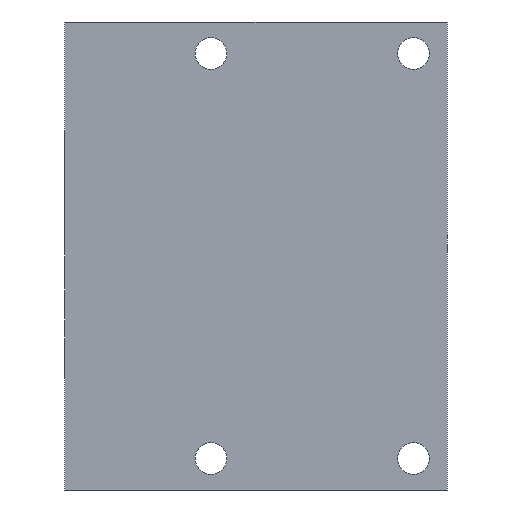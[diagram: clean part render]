
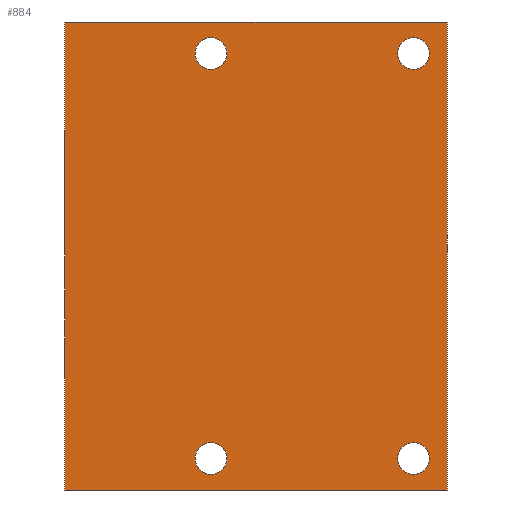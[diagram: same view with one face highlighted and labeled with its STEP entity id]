
A CAD part, front view. The second image highlights one B-rep face of the part: STEP entity #884.
In plain terms, the highlighted planar face has unit normal (0, -1, 0).
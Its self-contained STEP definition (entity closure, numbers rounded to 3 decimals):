
#44=DIRECTION('',(0.,0.,-1.));
#45=VECTOR('',#44,104.);
#46=CARTESIAN_POINT('',(0.,0.,52.));
#47=LINE('',#46,#45);
#331=DIRECTION('',(-1.,0.,0.));
#332=VECTOR('',#331,85.);
#333=CARTESIAN_POINT('',(85.,0.,-52.));
#334=LINE('',#333,#332);
#338=DIRECTION('',(0.,0.,-1.));
#339=VECTOR('',#338,104.);
#340=CARTESIAN_POINT('',(85.,0.,52.));
#341=LINE('',#340,#339);
#345=CARTESIAN_POINT('',(32.5,0.,45.));
#346=DIRECTION('',(0.,-1.,0.));
#347=DIRECTION('',(-1.,0.,0.));
#348=AXIS2_PLACEMENT_3D('',#345,#346,#347);
#353=CARTESIAN_POINT('',(32.5,0.,45.));
#354=DIRECTION('',(0.,-1.,0.));
#355=DIRECTION('',(1.,0.,0.));
#356=AXIS2_PLACEMENT_3D('',#353,#354,#355);
#361=CARTESIAN_POINT('',(32.5,0.,-45.));
#362=DIRECTION('',(0.,-1.,0.));
#363=DIRECTION('',(-1.,0.,0.));
#364=AXIS2_PLACEMENT_3D('',#361,#362,#363);
#369=CARTESIAN_POINT('',(32.5,0.,-45.));
#370=DIRECTION('',(0.,-1.,0.));
#371=DIRECTION('',(1.,0.,0.));
#372=AXIS2_PLACEMENT_3D('',#369,#370,#371);
#377=CARTESIAN_POINT('',(77.5,0.,45.));
#378=DIRECTION('',(0.,-1.,0.));
#379=DIRECTION('',(-1.,0.,0.));
#380=AXIS2_PLACEMENT_3D('',#377,#378,#379);
#385=CARTESIAN_POINT('',(77.5,0.,45.));
#386=DIRECTION('',(0.,-1.,0.));
#387=DIRECTION('',(1.,0.,0.));
#388=AXIS2_PLACEMENT_3D('',#385,#386,#387);
#393=CARTESIAN_POINT('',(77.5,0.,-45.));
#394=DIRECTION('',(0.,-1.,0.));
#395=DIRECTION('',(-1.,0.,0.));
#396=AXIS2_PLACEMENT_3D('',#393,#394,#395);
#401=CARTESIAN_POINT('',(77.5,0.,-45.));
#402=DIRECTION('',(0.,-1.,0.));
#403=DIRECTION('',(1.,0.,0.));
#404=AXIS2_PLACEMENT_3D('',#401,#402,#403);
#444=DIRECTION('',(-1.,0.,0.));
#445=VECTOR('',#444,85.);
#446=CARTESIAN_POINT('',(85.,0.,52.));
#447=LINE('',#446,#445);
#577=CARTESIAN_POINT('',(0.,0.,-52.));
#579=VERTEX_POINT('',#577);
#581=CARTESIAN_POINT('',(85.,0.,-52.));
#582=VERTEX_POINT('',#581);
#591=CARTESIAN_POINT('',(0.,0.,52.));
#592=VERTEX_POINT('',#591);
#655=CARTESIAN_POINT('',(85.,0.,52.));
#656=VERTEX_POINT('',#655);
#657=CARTESIAN_POINT('',(29.,0.,45.));
#658=CARTESIAN_POINT('',(36.,0.,45.));
#659=VERTEX_POINT('',#657);
#660=VERTEX_POINT('',#658);
#661=CARTESIAN_POINT('',(29.,0.,-45.));
#662=CARTESIAN_POINT('',(36.,0.,-45.));
#663=VERTEX_POINT('',#661);
#664=VERTEX_POINT('',#662);
#665=CARTESIAN_POINT('',(74.,0.,45.));
#666=CARTESIAN_POINT('',(81.,0.,45.));
#667=VERTEX_POINT('',#665);
#668=VERTEX_POINT('',#666);
#669=CARTESIAN_POINT('',(74.,0.,-45.));
#670=CARTESIAN_POINT('',(81.,0.,-45.));
#671=VERTEX_POINT('',#669);
#672=VERTEX_POINT('',#670);
#848=CARTESIAN_POINT('',(0.,0.,-52.));
#849=DIRECTION('',(0.,-1.,0.));
#850=DIRECTION('',(1.,0.,0.));
#851=AXIS2_PLACEMENT_3D('',#848,#849,#850);
#852=PLANE('',#851);
#853=ORIENTED_EDGE('',*,*,#680,.T.);
#854=ORIENTED_EDGE('',*,*,#703,.F.);
#856=ORIENTED_EDGE('',*,*,#855,.F.);
#857=ORIENTED_EDGE('',*,*,#840,.T.);
#858=EDGE_LOOP('',(#853,#854,#856,#857));
#859=FACE_OUTER_BOUND('',#858,.F.);
#861=ORIENTED_EDGE('',*,*,#860,.T.);
#863=ORIENTED_EDGE('',*,*,#862,.T.);
#864=EDGE_LOOP('',(#861,#863));
#865=FACE_BOUND('',#864,.F.);
#867=ORIENTED_EDGE('',*,*,#866,.T.);
#869=ORIENTED_EDGE('',*,*,#868,.T.);
#870=EDGE_LOOP('',(#867,#869));
#871=FACE_BOUND('',#870,.F.);
#873=ORIENTED_EDGE('',*,*,#872,.T.);
#875=ORIENTED_EDGE('',*,*,#874,.T.);
#876=EDGE_LOOP('',(#873,#875));
#877=FACE_BOUND('',#876,.F.);
#879=ORIENTED_EDGE('',*,*,#878,.T.);
#881=ORIENTED_EDGE('',*,*,#880,.T.);
#882=EDGE_LOOP('',(#879,#881));
#883=FACE_BOUND('',#882,.F.);
#884=ADVANCED_FACE('',(#859,#865,#871,#877,#883),#852,.T.);
#349=CIRCLE('',#348,3.5);
#357=CIRCLE('',#356,3.5);
#365=CIRCLE('',#364,3.5);
#373=CIRCLE('',#372,3.5);
#381=CIRCLE('',#380,3.5);
#389=CIRCLE('',#388,3.5);
#397=CIRCLE('',#396,3.5);
#405=CIRCLE('',#404,3.5);
#680=EDGE_CURVE('',#582,#579,#334,.T.);
#703=EDGE_CURVE('',#592,#579,#47,.T.);
#840=EDGE_CURVE('',#656,#582,#341,.T.);
#855=EDGE_CURVE('',#656,#592,#447,.T.);
#860=EDGE_CURVE('',#659,#660,#349,.T.);
#862=EDGE_CURVE('',#660,#659,#357,.T.);
#866=EDGE_CURVE('',#663,#664,#365,.T.);
#868=EDGE_CURVE('',#664,#663,#373,.T.);
#872=EDGE_CURVE('',#667,#668,#381,.T.);
#874=EDGE_CURVE('',#668,#667,#389,.T.);
#878=EDGE_CURVE('',#671,#672,#397,.T.);
#880=EDGE_CURVE('',#672,#671,#405,.T.);
